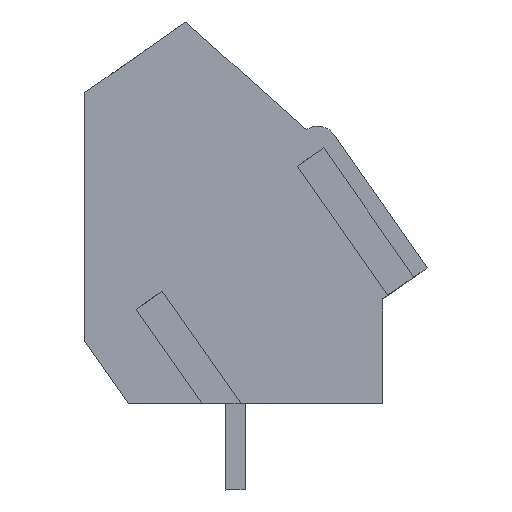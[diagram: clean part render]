
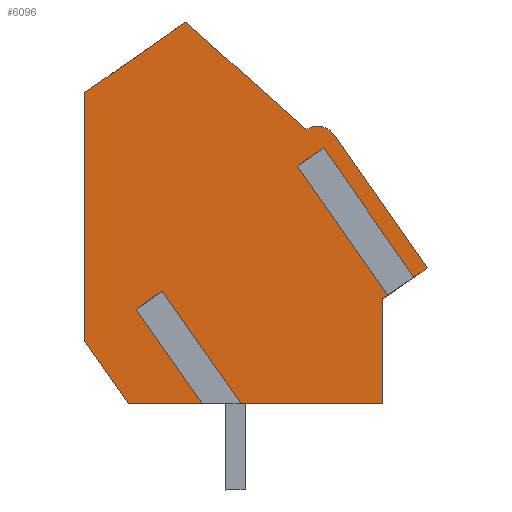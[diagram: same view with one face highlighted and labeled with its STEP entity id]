
A CAD part, left-side view. The second image highlights one B-rep face of the part: STEP entity #6096.
In plain terms, the highlighted planar face has unit normal (-1, 0, 0).
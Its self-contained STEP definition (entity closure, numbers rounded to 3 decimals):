
#5857=AXIS2_PLACEMENT_3D('Circle Axis2P3D',#5855,#5856,$) ;
#6032=AXIS2_PLACEMENT_3D('Plane Axis2P3D',#6029,#6030,#6031) ;
#4979=CARTESIAN_POINT('Vertex',(0.55,0.,9.018)) ;
#4982=CARTESIAN_POINT('Line Origine',(0.55,0.397,8.74)) ;
#4986=CARTESIAN_POINT('Vertex',(0.55,0.794,8.462)) ;
#5007=CARTESIAN_POINT('Vertex',(0.55,1.336,8.083)) ;
#5010=CARTESIAN_POINT('Line Origine',(0.55,1.568,7.92)) ;
#5014=CARTESIAN_POINT('Vertex',(0.55,1.8,7.758)) ;
#5460=CARTESIAN_POINT('Vertex',(0.55,1.8,3.5)) ;
#5463=CARTESIAN_POINT('Line Origine',(0.55,4.87,3.5)) ;
#5467=CARTESIAN_POINT('Vertex',(0.55,7.94,3.5)) ;
#5488=CARTESIAN_POINT('Vertex',(0.55,8.747,3.5)) ;
#5491=CARTESIAN_POINT('Line Origine',(0.55,10.438,3.5)) ;
#5495=CARTESIAN_POINT('Vertex',(0.55,12.128,3.5)) ;
#5651=CARTESIAN_POINT('Line Origine',(0.55,13.014,4.765)) ;
#5655=CARTESIAN_POINT('Vertex',(0.55,13.9,6.03)) ;
#5676=CARTESIAN_POINT('Line Origine',(0.55,13.9,11.081)) ;
#5680=CARTESIAN_POINT('Vertex',(0.55,13.9,16.132)) ;
#5769=CARTESIAN_POINT('Line Origine',(0.55,11.852,17.566)) ;
#5773=CARTESIAN_POINT('Vertex',(0.55,9.804,19.)) ;
#5830=CARTESIAN_POINT('Line Origine',(0.55,7.352,16.811)) ;
#5834=CARTESIAN_POINT('Vertex',(0.55,4.9,14.621)) ;
#5855=CARTESIAN_POINT('Axis2P3D Location',(0.55,4.441,13.966)) ;
#5859=CARTESIAN_POINT('Vertex',(0.55,3.786,14.425)) ;
#5880=CARTESIAN_POINT('Line Origine',(0.55,1.893,11.722)) ;
#6029=CARTESIAN_POINT('Axis2P3D Location',(0.55,13.9,0.)) ;
#6034=CARTESIAN_POINT('Line Origine',(0.55,1.8,5.629)) ;
#6039=CARTESIAN_POINT('Line Origine',(0.55,3.171,10.704)) ;
#6043=CARTESIAN_POINT('Vertex',(0.55,5.007,13.326)) ;
#6046=CARTESIAN_POINT('Line Origine',(0.55,4.736,13.515)) ;
#6050=CARTESIAN_POINT('Vertex',(0.55,4.465,13.705)) ;
#6053=CARTESIAN_POINT('Line Origine',(0.55,2.629,11.084)) ;
#6058=CARTESIAN_POINT('Line Origine',(0.55,10.154,5.508)) ;
#6062=CARTESIAN_POINT('Vertex',(0.55,11.56,7.516)) ;
#6065=CARTESIAN_POINT('Line Origine',(0.55,11.289,7.706)) ;
#6069=CARTESIAN_POINT('Vertex',(0.55,11.018,7.896)) ;
#6072=CARTESIAN_POINT('Line Origine',(0.55,9.479,5.698)) ;
#4983=DIRECTION('Vector Direction',(0.,0.819,-0.574)) ;
#5011=DIRECTION('Vector Direction',(0.,0.819,-0.574)) ;
#5464=DIRECTION('Vector Direction',(0.,1.,0.)) ;
#5492=DIRECTION('Vector Direction',(0.,1.,0.)) ;
#5652=DIRECTION('Vector Direction',(0.,0.574,0.819)) ;
#5677=DIRECTION('Vector Direction',(0.,0.,1.)) ;
#5770=DIRECTION('Vector Direction',(0.,-0.819,0.574)) ;
#5831=DIRECTION('Vector Direction',(0.,-0.746,-0.666)) ;
#5856=DIRECTION('Axis2P3D Direction',(-1.,0.,0.)) ;
#5881=DIRECTION('Vector Direction',(0.,-0.574,-0.819)) ;
#6030=DIRECTION('Axis2P3D Direction',(-1.,0.,0.)) ;
#6031=DIRECTION('Axis2P3D XDirection',(0.,-1.,0.)) ;
#6035=DIRECTION('Vector Direction',(0.,0.,-1.)) ;
#6040=DIRECTION('Vector Direction',(0.,-0.574,-0.819)) ;
#6047=DIRECTION('Vector Direction',(0.,0.819,-0.574)) ;
#6054=DIRECTION('Vector Direction',(0.,-0.574,-0.819)) ;
#6059=DIRECTION('Vector Direction',(0.,-0.574,-0.819)) ;
#6066=DIRECTION('Vector Direction',(0.,-0.819,0.574)) ;
#6073=DIRECTION('Vector Direction',(0.,-0.574,-0.819)) ;
#4984=VECTOR('Line Direction',#4983,1.) ;
#5012=VECTOR('Line Direction',#5011,1.) ;
#5465=VECTOR('Line Direction',#5464,1.) ;
#5493=VECTOR('Line Direction',#5492,1.) ;
#5653=VECTOR('Line Direction',#5652,1.) ;
#5678=VECTOR('Line Direction',#5677,1.) ;
#5771=VECTOR('Line Direction',#5770,1.) ;
#5832=VECTOR('Line Direction',#5831,1.) ;
#5882=VECTOR('Line Direction',#5881,1.) ;
#6036=VECTOR('Line Direction',#6035,1.) ;
#6041=VECTOR('Line Direction',#6040,1.) ;
#6048=VECTOR('Line Direction',#6047,1.) ;
#6055=VECTOR('Line Direction',#6054,1.) ;
#6060=VECTOR('Line Direction',#6059,1.) ;
#6067=VECTOR('Line Direction',#6066,1.) ;
#6074=VECTOR('Line Direction',#6073,1.) ;
#6078=ORIENTED_EDGE('',*,*,#5469,.T.) ;
#6079=ORIENTED_EDGE('',*,*,#6038,.T.) ;
#6080=ORIENTED_EDGE('',*,*,#5016,.T.) ;
#6081=ORIENTED_EDGE('',*,*,#6045,.F.) ;
#6082=ORIENTED_EDGE('',*,*,#6052,.F.) ;
#6083=ORIENTED_EDGE('',*,*,#6057,.T.) ;
#6084=ORIENTED_EDGE('',*,*,#4988,.T.) ;
#6085=ORIENTED_EDGE('',*,*,#5884,.T.) ;
#6086=ORIENTED_EDGE('',*,*,#5861,.T.) ;
#6087=ORIENTED_EDGE('',*,*,#5836,.T.) ;
#6088=ORIENTED_EDGE('',*,*,#5775,.T.) ;
#6089=ORIENTED_EDGE('',*,*,#5682,.T.) ;
#6090=ORIENTED_EDGE('',*,*,#5657,.T.) ;
#6091=ORIENTED_EDGE('',*,*,#5497,.T.) ;
#6092=ORIENTED_EDGE('',*,*,#6064,.F.) ;
#6093=ORIENTED_EDGE('',*,*,#6071,.F.) ;
#6094=ORIENTED_EDGE('',*,*,#6076,.T.) ;
#6096=ADVANCED_FACE('HOUSING',(#6095),#6033,.T.) ;
#5858=CIRCLE('generated circle',#5857,0.8) ;
#4988=EDGE_CURVE('',#4987,#4980,#4985,.F.) ;
#5016=EDGE_CURVE('',#5015,#5008,#5013,.F.) ;
#5469=EDGE_CURVE('',#5468,#5461,#5466,.F.) ;
#5497=EDGE_CURVE('',#5496,#5489,#5494,.F.) ;
#5657=EDGE_CURVE('',#5656,#5496,#5654,.F.) ;
#5682=EDGE_CURVE('',#5681,#5656,#5679,.F.) ;
#5775=EDGE_CURVE('',#5774,#5681,#5772,.F.) ;
#5836=EDGE_CURVE('',#5835,#5774,#5833,.F.) ;
#5861=EDGE_CURVE('',#5860,#5835,#5858,.T.) ;
#5884=EDGE_CURVE('',#4980,#5860,#5883,.F.) ;
#6038=EDGE_CURVE('',#5461,#5015,#6037,.F.) ;
#6045=EDGE_CURVE('',#6044,#5008,#6042,.T.) ;
#6052=EDGE_CURVE('',#6051,#6044,#6049,.T.) ;
#6057=EDGE_CURVE('',#6051,#4987,#6056,.T.) ;
#6064=EDGE_CURVE('',#6063,#5489,#6061,.T.) ;
#6071=EDGE_CURVE('',#6070,#6063,#6068,.F.) ;
#6076=EDGE_CURVE('',#6070,#5468,#6075,.T.) ;
#6077=EDGE_LOOP('',(#6078,#6079,#6080,#6081,#6082,#6083,#6084,#6085,#6086,#6087,#6088,#6089,#6090,#6091,#6092,#6093,#6094)) ;
#6095=FACE_OUTER_BOUND('',#6077,.T.) ;
#4985=LINE('Line',#4982,#4984) ;
#5013=LINE('Line',#5010,#5012) ;
#5466=LINE('Line',#5463,#5465) ;
#5494=LINE('Line',#5491,#5493) ;
#5654=LINE('Line',#5651,#5653) ;
#5679=LINE('Line',#5676,#5678) ;
#5772=LINE('Line',#5769,#5771) ;
#5833=LINE('Line',#5830,#5832) ;
#5883=LINE('Line',#5880,#5882) ;
#6037=LINE('Line',#6034,#6036) ;
#6042=LINE('Line',#6039,#6041) ;
#6049=LINE('Line',#6046,#6048) ;
#6056=LINE('Line',#6053,#6055) ;
#6061=LINE('Line',#6058,#6060) ;
#6068=LINE('Line',#6065,#6067) ;
#6075=LINE('Line',#6072,#6074) ;
#6033=PLANE('',#6032) ;
#4980=VERTEX_POINT('',#4979) ;
#4987=VERTEX_POINT('',#4986) ;
#5008=VERTEX_POINT('',#5007) ;
#5015=VERTEX_POINT('',#5014) ;
#5461=VERTEX_POINT('',#5460) ;
#5468=VERTEX_POINT('',#5467) ;
#5489=VERTEX_POINT('',#5488) ;
#5496=VERTEX_POINT('',#5495) ;
#5656=VERTEX_POINT('',#5655) ;
#5681=VERTEX_POINT('',#5680) ;
#5774=VERTEX_POINT('',#5773) ;
#5835=VERTEX_POINT('',#5834) ;
#5860=VERTEX_POINT('',#5859) ;
#6044=VERTEX_POINT('',#6043) ;
#6051=VERTEX_POINT('',#6050) ;
#6063=VERTEX_POINT('',#6062) ;
#6070=VERTEX_POINT('',#6069) ;
